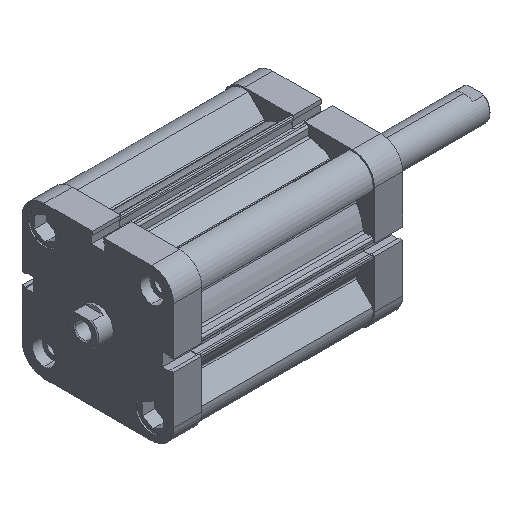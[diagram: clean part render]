
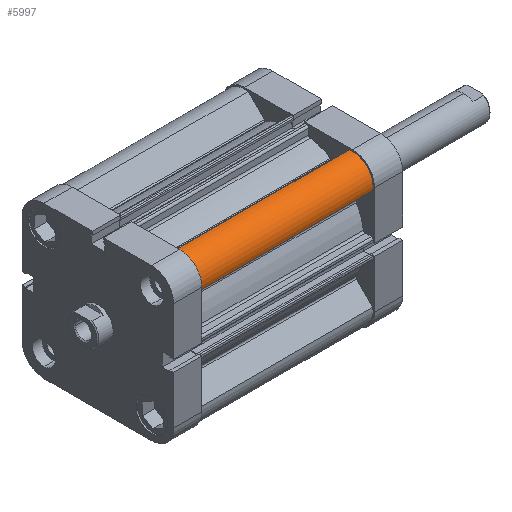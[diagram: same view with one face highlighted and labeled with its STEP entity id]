
A CAD part, isometric view. The second image highlights one B-rep face of the part: STEP entity #5997.
In plain terms, the highlighted cylindrical face has radius 10.75 mm (diameter 21.5 mm), a partial arc.
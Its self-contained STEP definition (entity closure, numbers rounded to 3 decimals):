
#82 = ORIENTED_EDGE ( 'NONE', *, *, #6684, .T. ) ;
#316 = ORIENTED_EDGE ( 'NONE', *, *, #6732, .F. ) ;
#364 = ORIENTED_EDGE ( 'NONE', *, *, #6739, .T. ) ;
#412 = ORIENTED_EDGE ( 'NONE', *, *, #6575, .F. ) ;
#1912 = CIRCLE ( 'NONE', #5805, 10.75 ) ;
#2079 = CIRCLE ( 'NONE', #5870, 10.75 ) ;
#2153 = LINE ( 'NONE', #4294, #2154 ) ;
#2154 = VECTOR ( 'NONE', #4295, 1000. ) ;
#2167 = LINE ( 'NONE', #4308, #2168 ) ;
#2168 = VECTOR ( 'NONE', #4309, 1000. ) ;
#2341 = EDGE_LOOP ( 'NONE', ( #82, #316, #412, #364 ) ) ;
#2637 = VERTEX_POINT ( 'NONE', #3071 ) ;
#2638 = VERTEX_POINT ( 'NONE', #3072 ) ;
#2729 = VERTEX_POINT ( 'NONE', #3163 ) ;
#2730 = VERTEX_POINT ( 'NONE', #3164 ) ;
#3071 = CARTESIAN_POINT ( 'NONE',  ( 26.479, -38.853, 90.5 ) ) ;
#3072 = CARTESIAN_POINT ( 'NONE',  ( 38.853, -26.479, 90.5 ) ) ;
#3163 = CARTESIAN_POINT ( 'NONE',  ( 38.853, -26.479, 0. ) ) ;
#3164 = CARTESIAN_POINT ( 'NONE',  ( 26.479, -38.853, 0. ) ) ;
#3442 = DIRECTION ( 'NONE',  ( 0., 0., -1. ) ) ;
#3445 = DIRECTION ( 'NONE',  ( -1., 0., 0. ) ) ;
#3450 = CARTESIAN_POINT ( 'NONE',  ( 28.25, -28.25, 90.5 ) ) ;
#3901 = CARTESIAN_POINT ( 'NONE',  ( 28.25, -28.25, 90.5 ) ) ;
#3910 = DIRECTION ( 'NONE',  ( 0., 0., 1. ) ) ;
#3911 = DIRECTION ( 'NONE',  ( -1., 0., 0. ) ) ;
#4170 = CARTESIAN_POINT ( 'NONE',  ( 28.25, -28.25, 0. ) ) ;
#4178 = DIRECTION ( 'NONE',  ( 0., 0., 1. ) ) ;
#4179 = DIRECTION ( 'NONE',  ( -1., 0., 0. ) ) ;
#4294 = CARTESIAN_POINT ( 'NONE',  ( 38.853, -26.479, 90.5 ) ) ;
#4295 = DIRECTION ( 'NONE',  ( 0., 0., -1. ) ) ;
#4308 = CARTESIAN_POINT ( 'NONE',  ( 26.479, -38.853, 90.5 ) ) ;
#4309 = DIRECTION ( 'NONE',  ( 0., 0., -1. ) ) ;
#4788 = CYLINDRICAL_SURFACE ( 'NONE', #6880, 10.75 ) ;
#4791 = FACE_OUTER_BOUND ( 'NONE', #2341, .T. ) ;
#5805 = AXIS2_PLACEMENT_3D ( 'NONE', #3901, #3910, #3911 ) ;
#5870 = AXIS2_PLACEMENT_3D ( 'NONE', #4170, #4178, #4179 ) ;
#5997 = ADVANCED_FACE ( 'NONE', ( #4791 ), #4788, .T. ) ;
#6575 = EDGE_CURVE ( 'NONE', #2637, #2638, #1912, .T. ) ;
#6684 = EDGE_CURVE ( 'NONE', #2730, #2729, #2079, .T. ) ;
#6732 = EDGE_CURVE ( 'NONE', #2638, #2729, #2153, .T. ) ;
#6739 = EDGE_CURVE ( 'NONE', #2637, #2730, #2167, .T. ) ;
#6880 = AXIS2_PLACEMENT_3D ( 'NONE', #3450, #3442, #3445 ) ;
